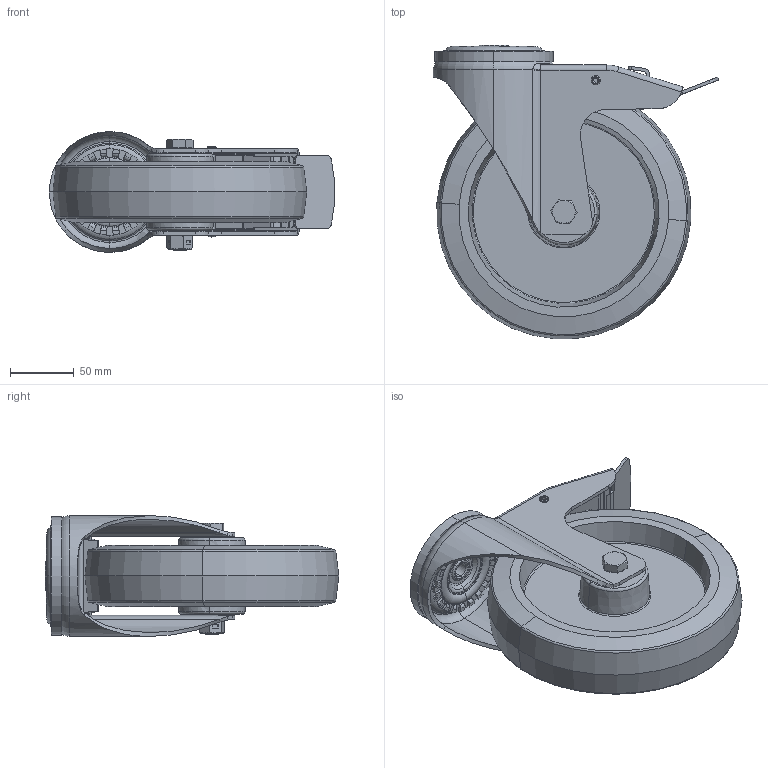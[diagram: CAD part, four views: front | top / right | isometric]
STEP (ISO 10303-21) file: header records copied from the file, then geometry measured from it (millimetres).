
FILE_DESCRIPTION (( 'STEP AP214' ), '1' );
FILE_NAME ('0055794.step', '2023-07-27T09:48:35', ( '' ), ( '' ), 'SwSTEP 2.0', 'SolidWorks 2020', '' );
FILE_SCHEMA (( 'AUTOMOTIVE_DESIGN' ));
Length unit declared in the file: millimetre
Products named in the file (1): 0055794
Bounding box: 224.14 x 230.74 x 95 mm (x, y, z)
Volume: 1109440.6 mm3; surface area: 306060.4 mm2
Topology: 18 solids, 19 shells, 1131 faces, 2815 edges, 1721 vertices
Faces by surface type: plane 446, cylinder 280, torus 209, cone 117, bspline 41, sphere 38
Entity records: 52001 total; most frequent: CARTESIAN_POINT 12457, DIRECTION 5888, ORIENTED_EDGE 5534, EDGE_CURVE 2767, AXIS2_PLACEMENT_3D 2333, VERTEX_POINT 1697, CIRCLE 1242, VECTOR 1222
